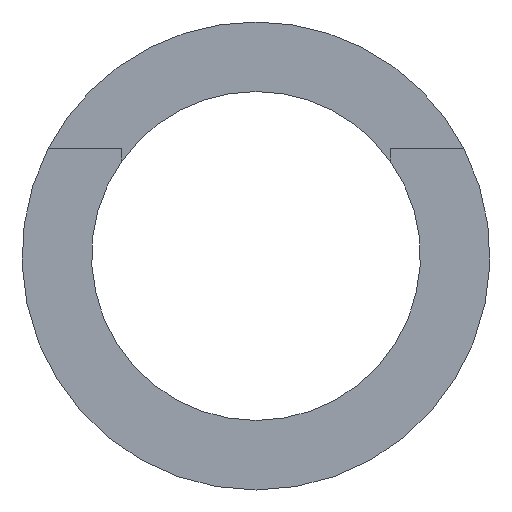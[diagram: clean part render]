
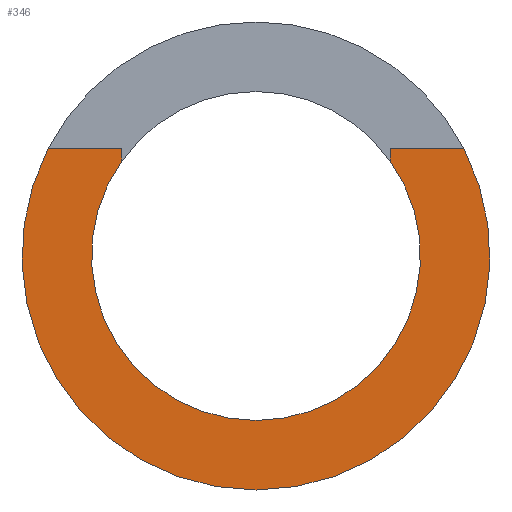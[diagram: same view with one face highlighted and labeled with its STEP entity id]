
A CAD part, front view. The second image highlights one B-rep face of the part: STEP entity #346.
In plain terms, the highlighted planar face has unit normal (0, -1, 0).
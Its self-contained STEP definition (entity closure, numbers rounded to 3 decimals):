
#11 = DIRECTION ( 'NONE',  ( 0., 0., 1. ) ) ;
#16 = VECTOR ( 'NONE', #144, 1000. ) ;
#25 = VERTEX_POINT ( 'NONE', #412 ) ;
#33 = PLANE ( 'NONE',  #516 ) ;
#40 = ORIENTED_EDGE ( 'NONE', *, *, #550, .F. ) ;
#52 = CARTESIAN_POINT ( 'NONE',  ( -1.062, -5., 0.85 ) ) ;
#58 = CARTESIAN_POINT ( 'NONE',  ( 0., -5., -1.3 ) ) ;
#69 = DIRECTION ( 'NONE',  ( 0., 1., 0. ) ) ;
#76 = CARTESIAN_POINT ( 'NONE',  ( 0., -5., 0. ) ) ;
#79 = VERTEX_POINT ( 'NONE', #292 ) ;
#97 = VECTOR ( 'NONE', #212, 1000. ) ;
#100 = VERTEX_POINT ( 'NONE', #432 ) ;
#116 = ORIENTED_EDGE ( 'NONE', *, *, #403, .T. ) ;
#120 = AXIS2_PLACEMENT_3D ( 'NONE', #253, #281, #143 ) ;
#142 = VERTEX_POINT ( 'NONE', #58 ) ;
#143 = DIRECTION ( 'NONE',  ( 0., 0., 1. ) ) ;
#144 = DIRECTION ( 'NONE',  ( 0., 0., 1. ) ) ;
#164 = ORIENTED_EDGE ( 'NONE', *, *, #187, .F. ) ;
#177 = DIRECTION ( 'NONE',  ( 0., 1., 0. ) ) ;
#180 = ORIENTED_EDGE ( 'NONE', *, *, #437, .F. ) ;
#185 = CIRCLE ( 'NONE', #258, 1.85 ) ;
#187 = EDGE_CURVE ( 'NONE', #416, #252, #327, .T. ) ;
#209 = ORIENTED_EDGE ( 'NONE', *, *, #566, .F. ) ;
#212 = DIRECTION ( 'NONE',  ( 1., 0., 0. ) ) ;
#229 = AXIS2_PLACEMENT_3D ( 'NONE', #76, #399, #535 ) ;
#249 = VECTOR ( 'NONE', #597, 1000. ) ;
#252 = VERTEX_POINT ( 'NONE', #52 ) ;
#253 = CARTESIAN_POINT ( 'NONE',  ( 0., -5., 0. ) ) ;
#256 = CIRCLE ( 'NONE', #229, 1.3 ) ;
#258 = AXIS2_PLACEMENT_3D ( 'NONE', #387, #69, #441 ) ;
#260 = EDGE_CURVE ( 'NONE', #549, #252, #269, .T. ) ;
#262 = LINE ( 'NONE', #390, #249 ) ;
#269 = LINE ( 'NONE', #465, #16 ) ;
#270 = CIRCLE ( 'NONE', #317, 1.3 ) ;
#275 = CIRCLE ( 'NONE', #120, 1.85 ) ;
#281 = DIRECTION ( 'NONE',  ( 0., 1., 0. ) ) ;
#287 = CARTESIAN_POINT ( 'NONE',  ( -1.643, -5., 0.85 ) ) ;
#292 = CARTESIAN_POINT ( 'NONE',  ( 1.062, -5., 0.75 ) ) ;
#306 = VECTOR ( 'NONE', #512, 1000. ) ;
#317 = AXIS2_PLACEMENT_3D ( 'NONE', #538, #177, #488 ) ;
#327 = LINE ( 'NONE', #287, #306 ) ;
#346 = ADVANCED_FACE ( 'NONE', ( #505 ), #33, .F. ) ;
#351 = ORIENTED_EDGE ( 'NONE', *, *, #415, .T. ) ;
#382 = ORIENTED_EDGE ( 'NONE', *, *, #446, .F. ) ;
#387 = CARTESIAN_POINT ( 'NONE',  ( 0., -5., 0. ) ) ;
#390 = CARTESIAN_POINT ( 'NONE',  ( 1.062, -5., 0.75 ) ) ;
#399 = DIRECTION ( 'NONE',  ( 0., 1., 0. ) ) ;
#403 = EDGE_CURVE ( 'NONE', #142, #549, #270, .T. ) ;
#412 = CARTESIAN_POINT ( 'NONE',  ( 1.643, -5., 0.85 ) ) ;
#415 = EDGE_CURVE ( 'NONE', #79, #142, #256, .T. ) ;
#416 = VERTEX_POINT ( 'NONE', #577 ) ;
#421 = EDGE_LOOP ( 'NONE', ( #209, #351, #116, #509, #164, #40, #180, #382 ) ) ;
#432 = CARTESIAN_POINT ( 'NONE',  ( 1.062, -5., 0.85 ) ) ;
#437 = EDGE_CURVE ( 'NONE', #25, #525, #185, .T. ) ;
#441 = DIRECTION ( 'NONE',  ( 0., 0., 1. ) ) ;
#446 = EDGE_CURVE ( 'NONE', #100, #25, #559, .T. ) ;
#454 = CARTESIAN_POINT ( 'NONE',  ( 0., -5., 0. ) ) ;
#465 = CARTESIAN_POINT ( 'NONE',  ( -1.062, -5., 0.75 ) ) ;
#480 = CARTESIAN_POINT ( 'NONE',  ( -1.062, -5., 0.75 ) ) ;
#488 = DIRECTION ( 'NONE',  ( 0., 0., 1. ) ) ;
#505 = FACE_OUTER_BOUND ( 'NONE', #421, .T. ) ;
#509 = ORIENTED_EDGE ( 'NONE', *, *, #260, .T. ) ;
#512 = DIRECTION ( 'NONE',  ( 1., 0., 0. ) ) ;
#516 = AXIS2_PLACEMENT_3D ( 'NONE', #454, #543, #11 ) ;
#525 = VERTEX_POINT ( 'NONE', #542 ) ;
#529 = CARTESIAN_POINT ( 'NONE',  ( 1.062, -5., 0.85 ) ) ;
#535 = DIRECTION ( 'NONE',  ( 0., 0., 1. ) ) ;
#538 = CARTESIAN_POINT ( 'NONE',  ( 0., -5., 0. ) ) ;
#542 = CARTESIAN_POINT ( 'NONE',  ( 0., -5., -1.85 ) ) ;
#543 = DIRECTION ( 'NONE',  ( 0., 1., 0. ) ) ;
#549 = VERTEX_POINT ( 'NONE', #480 ) ;
#550 = EDGE_CURVE ( 'NONE', #525, #416, #275, .T. ) ;
#559 = LINE ( 'NONE', #529, #97 ) ;
#566 = EDGE_CURVE ( 'NONE', #79, #100, #262, .T. ) ;
#577 = CARTESIAN_POINT ( 'NONE',  ( -1.643, -5., 0.85 ) ) ;
#597 = DIRECTION ( 'NONE',  ( 0., 0., 1. ) ) ;
